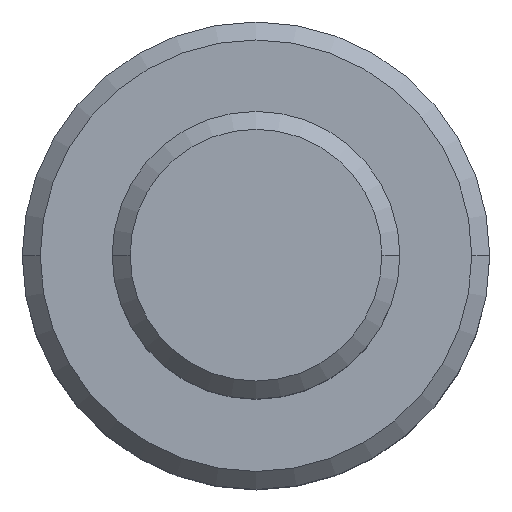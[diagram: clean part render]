
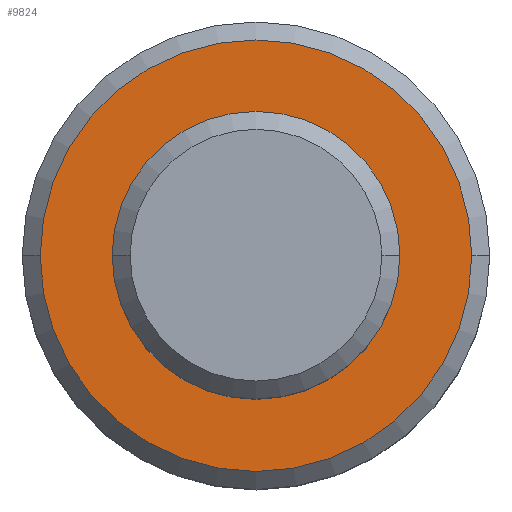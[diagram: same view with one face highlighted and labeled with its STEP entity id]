
A CAD part, top view. The second image highlights one B-rep face of the part: STEP entity #9824.
In plain terms, the highlighted planar face has unit normal (0, 0, 1).
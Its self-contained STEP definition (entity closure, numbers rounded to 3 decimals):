
#9758=CARTESIAN_POINT('Vertex',(-3.,0.,35.5)) ;
#9765=CARTESIAN_POINT('Vertex',(3.,0.,35.5)) ;
#9768=CARTESIAN_POINT('Axis2P3D Location',(0.,0.,35.5)) ;
#9785=CARTESIAN_POINT('Axis2P3D Location',(0.,0.,35.5)) ;
#9797=CARTESIAN_POINT('Axis2P3D Location',(0.,0.,35.5)) ;
#9806=CARTESIAN_POINT('Axis2P3D Location',(0.,0.,35.5)) ;
#9810=CARTESIAN_POINT('Vertex',(1.75,0.,35.5)) ;
#9812=CARTESIAN_POINT('Vertex',(-1.75,0.,35.5)) ;
#9815=CARTESIAN_POINT('Axis2P3D Location',(0.,0.,35.5)) ;
#9769=DIRECTION('Axis2P3D Direction',(0.,0.,1.)) ;
#9786=DIRECTION('Axis2P3D Direction',(0.,0.,1.)) ;
#9798=DIRECTION('Axis2P3D Direction',(0.,0.,1.)) ;
#9799=DIRECTION('Axis2P3D XDirection',(1.,0.,0.)) ;
#9807=DIRECTION('Axis2P3D Direction',(0.,0.,1.)) ;
#9816=DIRECTION('Axis2P3D Direction',(0.,0.,1.)) ;
#9770=AXIS2_PLACEMENT_3D('Circle Axis2P3D',#9768,#9769,$) ;
#9787=AXIS2_PLACEMENT_3D('Circle Axis2P3D',#9785,#9786,$) ;
#9800=AXIS2_PLACEMENT_3D('Plane Axis2P3D',#9797,#9798,#9799) ;
#9808=AXIS2_PLACEMENT_3D('Circle Axis2P3D',#9806,#9807,$) ;
#9817=AXIS2_PLACEMENT_3D('Circle Axis2P3D',#9815,#9816,$) ;
#9803=ORIENTED_EDGE('',*,*,#9789,.T.) ;
#9804=ORIENTED_EDGE('',*,*,#9772,.T.) ;
#9821=ORIENTED_EDGE('',*,*,#9814,.F.) ;
#9822=ORIENTED_EDGE('',*,*,#9819,.F.) ;
#9823=FACE_BOUND('',#9820,.T.) ;
#9824=ADVANCED_FACE('PartBody',(#9805,#9823),#9801,.T.) ;
#9771=CIRCLE('generated circle',#9770,3.) ;
#9788=CIRCLE('generated circle',#9787,3.) ;
#9809=CIRCLE('generated circle',#9808,1.75) ;
#9818=CIRCLE('generated circle',#9817,1.75) ;
#9772=EDGE_CURVE('',#9759,#9766,#9771,.T.) ;
#9789=EDGE_CURVE('',#9766,#9759,#9788,.T.) ;
#9814=EDGE_CURVE('',#9811,#9813,#9809,.T.) ;
#9819=EDGE_CURVE('',#9813,#9811,#9818,.T.) ;
#9802=EDGE_LOOP('',(#9803,#9804)) ;
#9820=EDGE_LOOP('',(#9821,#9822)) ;
#9805=FACE_OUTER_BOUND('',#9802,.T.) ;
#9801=PLANE('Plane',#9800) ;
#9759=VERTEX_POINT('',#9758) ;
#9766=VERTEX_POINT('',#9765) ;
#9811=VERTEX_POINT('',#9810) ;
#9813=VERTEX_POINT('',#9812) ;
